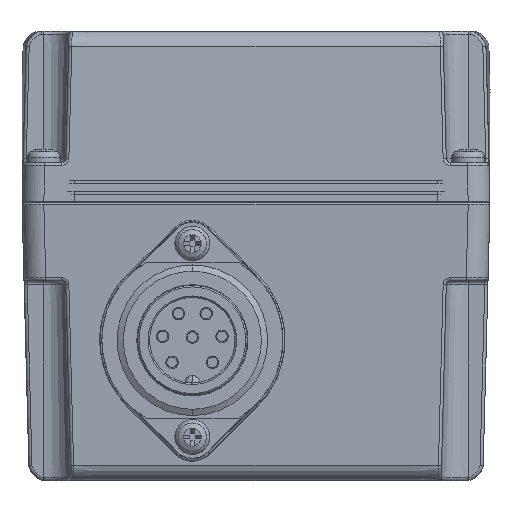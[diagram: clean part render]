
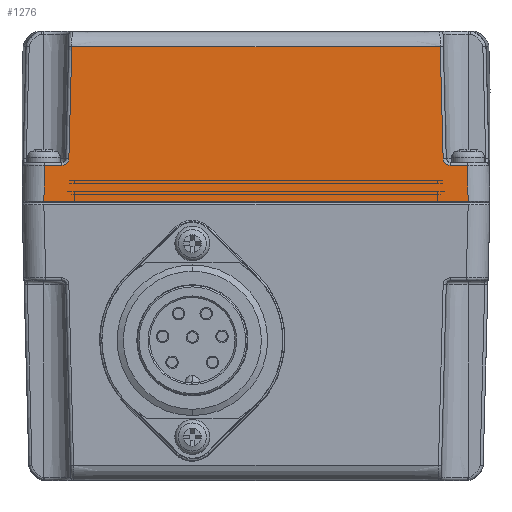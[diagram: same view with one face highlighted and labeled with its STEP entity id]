
A CAD part, left-side view. The second image highlights one B-rep face of the part: STEP entity #1276.
In plain terms, the highlighted planar face has unit normal (-1, 0, 0.026).
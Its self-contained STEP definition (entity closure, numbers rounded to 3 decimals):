
#725=B_SPLINE_CURVE_WITH_KNOTS('',3,(#25873,#25874,#25875,#25876),.UNSPECIFIED.,
.F.,.F.,(4,4),(0.,1.),.UNSPECIFIED.);
#726=B_SPLINE_CURVE_WITH_KNOTS('',3,(#25976,#25977,#25978,#25979),.UNSPECIFIED.,
.F.,.F.,(4,4),(0.,1.),.UNSPECIFIED.);
#1276=ADVANCED_FACE('',(#2578),#1838,.F.);
#1838=PLANE('',#13546);
#2578=FACE_OUTER_BOUND('',#3399,.T.);
#3399=EDGE_LOOP('',(#6196,#6197,#6198,#6199,#6200,#6201,#6202,#6203,#6204,
#6205));
#6196=ORIENTED_EDGE('',*,*,#10187,.T.);
#6197=ORIENTED_EDGE('',*,*,#10188,.T.);
#6198=ORIENTED_EDGE('',*,*,#10136,.T.);
#6199=ORIENTED_EDGE('',*,*,#10049,.T.);
#6200=ORIENTED_EDGE('',*,*,#10189,.F.);
#6201=ORIENTED_EDGE('',*,*,#10045,.T.);
#6202=ORIENTED_EDGE('',*,*,#10133,.T.);
#6203=ORIENTED_EDGE('',*,*,#10177,.T.);
#6204=ORIENTED_EDGE('',*,*,#10172,.T.);
#6205=ORIENTED_EDGE('',*,*,#10190,.T.);
#8597=VERTEX_POINT('',#23703);
#8600=VERTEX_POINT('',#23708);
#8601=VERTEX_POINT('',#23712);
#8604=VERTEX_POINT('',#23717);
#8664=VERTEX_POINT('',#25872);
#8665=VERTEX_POINT('',#25980);
#8687=VERTEX_POINT('',#26441);
#8688=VERTEX_POINT('',#26442);
#8694=VERTEX_POINT('',#26625);
#8695=VERTEX_POINT('',#26626);
#10045=EDGE_CURVE('',#8597,#8600,#11461,.T.);
#10049=EDGE_CURVE('',#8601,#8604,#11463,.T.);
#10133=EDGE_CURVE('',#8600,#8664,#725,.T.);
#10136=EDGE_CURVE('',#8665,#8601,#726,.T.);
#10172=EDGE_CURVE('',#8687,#8688,#11503,.T.);
#10177=EDGE_CURVE('',#8664,#8687,#11505,.T.);
#10187=EDGE_CURVE('',#8694,#8695,#11509,.T.);
#10188=EDGE_CURVE('',#8695,#8665,#11510,.T.);
#10189=EDGE_CURVE('',#8597,#8604,#11511,.T.);
#10190=EDGE_CURVE('',#8688,#8694,#11512,.T.);
#11461=LINE('',#23709,#12372);
#11463=LINE('',#23718,#12374);
#11503=LINE('',#26440,#12414);
#11505=LINE('',#26455,#12416);
#11509=LINE('',#26624,#12420);
#11510=LINE('',#26627,#12421);
#11511=LINE('',#26628,#12422);
#11512=LINE('',#26629,#12423);
#12372=VECTOR('',#15750,1.);
#12374=VECTOR('',#15758,1.);
#12414=VECTOR('',#15922,1.);
#12416=VECTOR('',#15928,1.);
#12420=VECTOR('',#15954,1.);
#12421=VECTOR('',#15955,1.);
#12422=VECTOR('',#15956,1.);
#12423=VECTOR('',#15957,1.);
#13546=AXIS2_PLACEMENT_3D('',#26630,#15958,#15959);
#15750=DIRECTION('',(-0.026,0.026,-0.999));
#15758=DIRECTION('',(0.026,0.026,0.999));
#15922=DIRECTION('',(-0.026,0.026,-0.999));
#15928=DIRECTION('',(0.,1.,0.));
#15954=DIRECTION('',(0.026,0.026,0.999));
#15955=DIRECTION('',(0.,1.,0.));
#15956=DIRECTION('',(0.,-1.,0.));
#15957=DIRECTION('',(0.,-1.,0.));
#15958=DIRECTION('',(1.,0.,-0.026));
#15959=DIRECTION('',(-0.026,0.,-1.));
#23703=CARTESIAN_POINT('',(3.656,77.014,79.565));
#23708=CARTESIAN_POINT('',(3.186,77.485,61.584));
#23709=CARTESIAN_POINT('',(3.656,77.014,79.565));
#23712=CARTESIAN_POINT('',(3.186,17.515,61.584));
#23717=CARTESIAN_POINT('',(3.656,17.986,79.565));
#23718=CARTESIAN_POINT('',(3.186,17.515,61.584));
#25872=CARTESIAN_POINT('',(3.157,78.584,60.513));
#25873=CARTESIAN_POINT('',(3.186,77.485,61.584));
#25874=CARTESIAN_POINT('',(3.171,77.5,61.018));
#25875=CARTESIAN_POINT('',(3.157,78.015,60.513));
#25876=CARTESIAN_POINT('',(3.157,78.584,60.513));
#25976=CARTESIAN_POINT('',(3.157,16.416,60.513));
#25977=CARTESIAN_POINT('',(3.157,16.982,60.513));
#25978=CARTESIAN_POINT('',(3.171,17.5,61.015));
#25979=CARTESIAN_POINT('',(3.186,17.515,61.584));
#25980=CARTESIAN_POINT('',(3.157,16.416,60.513));
#26440=CARTESIAN_POINT('',(3.157,81.344,60.513));
#26441=CARTESIAN_POINT('',(3.157,81.344,60.513));
#26442=CARTESIAN_POINT('',(3.007,81.495,54.75));
#26455=CARTESIAN_POINT('',(3.157,78.584,60.513));
#26624=CARTESIAN_POINT('',(3.007,13.505,54.75));
#26625=CARTESIAN_POINT('',(3.007,13.505,54.75));
#26626=CARTESIAN_POINT('',(3.157,13.656,60.513));
#26627=CARTESIAN_POINT('',(3.157,13.656,60.513));
#26628=CARTESIAN_POINT('',(3.656,77.014,79.565));
#26629=CARTESIAN_POINT('',(3.007,81.495,54.75));
#26630=CARTESIAN_POINT('',(3.,10.,54.5));
